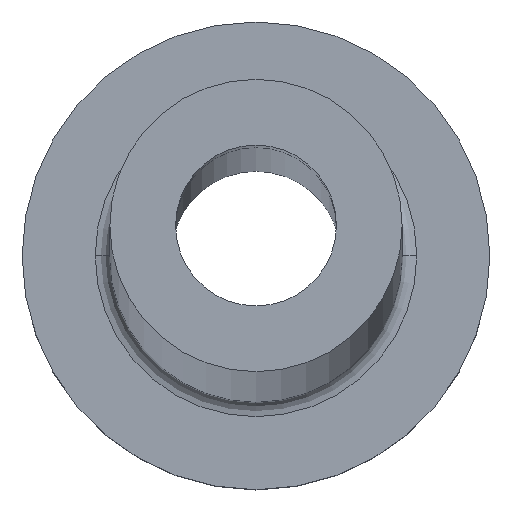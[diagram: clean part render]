
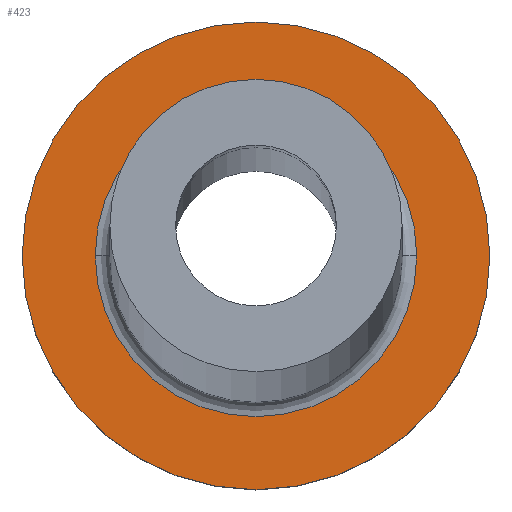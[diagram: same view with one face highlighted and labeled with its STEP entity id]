
A CAD part, top view. The second image highlights one B-rep face of the part: STEP entity #423.
In plain terms, the highlighted planar face has unit normal (0, 0, 1).
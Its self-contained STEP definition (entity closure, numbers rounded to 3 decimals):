
#7 = EDGE_CURVE ( 'NONE', #419, #97, #95, .T. ) ;
#25 = DIRECTION ( 'NONE',  ( 0., 0., -1. ) ) ;
#31 = EDGE_CURVE ( 'NONE', #151, #154, #337, .T. ) ;
#55 = DIRECTION ( 'NONE',  ( 1., 0., 0. ) ) ;
#58 = ORIENTED_EDGE ( 'NONE', *, *, #350, .T. ) ;
#70 = CARTESIAN_POINT ( 'NONE',  ( -5.5, 0., 5. ) ) ;
#81 = ORIENTED_EDGE ( 'NONE', *, *, #7, .T. ) ;
#90 = ORIENTED_EDGE ( 'NONE', *, *, #31, .T. ) ;
#95 = CIRCLE ( 'NONE', #276, 5.5 ) ;
#97 = VERTEX_POINT ( 'NONE', #289 ) ;
#99 = DIRECTION ( 'NONE',  ( 0., 0., 1. ) ) ;
#106 = CARTESIAN_POINT ( 'NONE',  ( 0., 0., 5. ) ) ;
#128 = ORIENTED_EDGE ( 'NONE', *, *, #411, .T. ) ;
#151 = VERTEX_POINT ( 'NONE', #319 ) ;
#154 = VERTEX_POINT ( 'NONE', #284 ) ;
#168 = CARTESIAN_POINT ( 'NONE',  ( 0., 0., 5. ) ) ;
#176 = DIRECTION ( 'NONE',  ( 1., 0., 0. ) ) ;
#180 = AXIS2_PLACEMENT_3D ( 'NONE', #361, #363, #183 ) ;
#183 = DIRECTION ( 'NONE',  ( 1., 0., 0. ) ) ;
#217 = PLANE ( 'NONE',  #288 ) ;
#234 = CIRCLE ( 'NONE', #323, 5.5 ) ;
#276 = AXIS2_PLACEMENT_3D ( 'NONE', #381, #25, #55 ) ;
#284 = CARTESIAN_POINT ( 'NONE',  ( -8., 0., 5. ) ) ;
#288 = AXIS2_PLACEMENT_3D ( 'NONE', #168, #99, #422 ) ;
#289 = CARTESIAN_POINT ( 'NONE',  ( 5.5, 0., 5. ) ) ;
#291 = FACE_OUTER_BOUND ( 'NONE', #298, .T. ) ;
#298 = EDGE_LOOP ( 'NONE', ( #58, #90 ) ) ;
#308 = DIRECTION ( 'NONE',  ( 1., 0., 0. ) ) ;
#319 = CARTESIAN_POINT ( 'NONE',  ( 8., 0., 5. ) ) ;
#323 = AXIS2_PLACEMENT_3D ( 'NONE', #106, #461, #176 ) ;
#337 = CIRCLE ( 'NONE', #435, 8. ) ;
#345 = CARTESIAN_POINT ( 'NONE',  ( 0., 0., 5. ) ) ;
#350 = EDGE_CURVE ( 'NONE', #154, #151, #450, .T. ) ;
#361 = CARTESIAN_POINT ( 'NONE',  ( 0., 0., 5. ) ) ;
#363 = DIRECTION ( 'NONE',  ( 0., 0., 1. ) ) ;
#376 = DIRECTION ( 'NONE',  ( 0., 0., 1. ) ) ;
#381 = CARTESIAN_POINT ( 'NONE',  ( 0., 0., 5. ) ) ;
#401 = FACE_BOUND ( 'NONE', #436, .T. ) ;
#411 = EDGE_CURVE ( 'NONE', #97, #419, #234, .T. ) ;
#419 = VERTEX_POINT ( 'NONE', #70 ) ;
#422 = DIRECTION ( 'NONE',  ( 1., 0., 0. ) ) ;
#423 = ADVANCED_FACE ( 'NONE', ( #401, #291 ), #217, .T. ) ;
#435 = AXIS2_PLACEMENT_3D ( 'NONE', #345, #376, #308 ) ;
#436 = EDGE_LOOP ( 'NONE', ( #128, #81 ) ) ;
#450 = CIRCLE ( 'NONE', #180, 8. ) ;
#461 = DIRECTION ( 'NONE',  ( 0., 0., -1. ) ) ;
